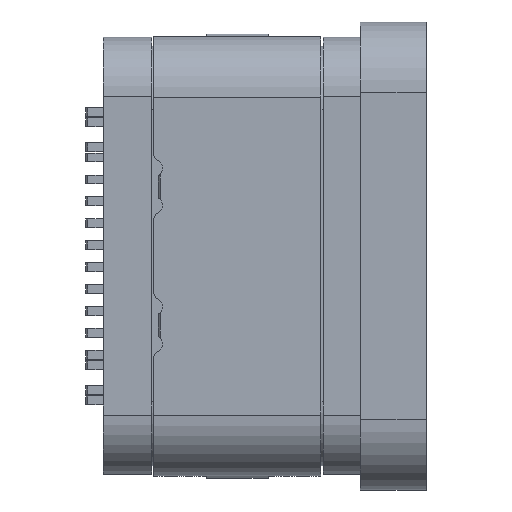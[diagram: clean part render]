
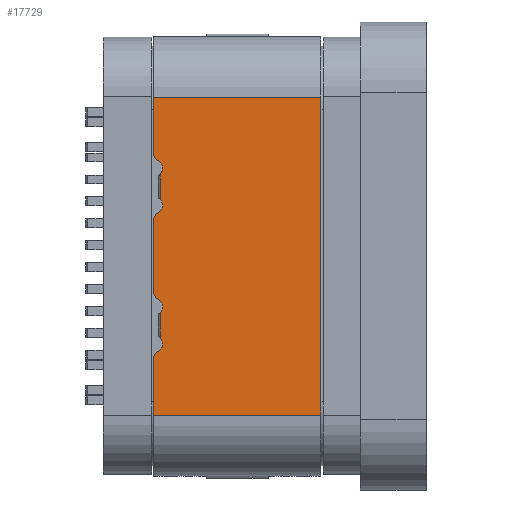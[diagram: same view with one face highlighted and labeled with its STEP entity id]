
A CAD part, top view. The second image highlights one B-rep face of the part: STEP entity #17729.
In plain terms, the highlighted planar face has unit normal (0, 0, 1).
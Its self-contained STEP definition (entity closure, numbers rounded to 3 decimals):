
#4267=DIRECTION('',(0.,-1.,0.));
#4268=VECTOR('',#4267,1.299);
#4269=CARTESIAN_POINT('',(-2.342,-225.321,
2.155));
#4270=LINE('',#4269,#4268);
#4279=DIRECTION('',(0.,-1.,0.));
#4280=VECTOR('',#4279,1.675);
#4281=CARTESIAN_POINT('',(-2.342,-222.168,
2.155));
#4282=LINE('',#4281,#4280);
#4291=DIRECTION('',(0.,-1.,0.));
#4292=VECTOR('',#4291,1.299);
#4293=CARTESIAN_POINT('',(-2.342,-219.39,
2.155));
#4294=LINE('',#4293,#4292);
#4471=DIRECTION('',(0.,-1.,0.));
#4472=VECTOR('',#4471,0.582);
#4473=CARTESIAN_POINT('',(-2.192,-224.291,
2.155));
#4474=LINE('',#4473,#4472);
#4475=CARTESIAN_POINT('',(-2.342,-224.159,
2.155));
#4476=DIRECTION('',(0.,0.,1.));
#4477=DIRECTION('',(0.75,-0.662,0.));
#4478=AXIS2_PLACEMENT_3D('',#4475,#4476,#4477);
#4480=CARTESIAN_POINT('',(-2.192,-223.842,
2.155));
#4481=DIRECTION('',(0.,0.,1.));
#4482=DIRECTION('',(-1.,0.,0.));
#4483=AXIS2_PLACEMENT_3D('',#4480,#4481,#4482);
#4485=CARTESIAN_POINT('',(-2.192,-222.168,
2.155));
#4486=DIRECTION('',(0.,0.,1.));
#4487=DIRECTION('',(-0.429,0.904,0.));
#4488=AXIS2_PLACEMENT_3D('',#4485,#4486,#4487);
#4490=CARTESIAN_POINT('',(-2.342,-221.851,
2.155));
#4491=DIRECTION('',(0.,0.,1.));
#4492=DIRECTION('',(0.429,-0.904,0.));
#4493=AXIS2_PLACEMENT_3D('',#4490,#4491,#4492);
#4495=DIRECTION('',(0.,-1.,0.));
#4496=VECTOR('',#4495,0.582);
#4497=CARTESIAN_POINT('',(-2.192,-221.137,
2.155));
#4498=LINE('',#4497,#4496);
#4499=CARTESIAN_POINT('',(-2.342,-221.005,
2.155));
#4500=DIRECTION('',(0.,0.,1.));
#4501=DIRECTION('',(0.75,-0.662,0.));
#4502=AXIS2_PLACEMENT_3D('',#4499,#4500,#4501);
#4504=CARTESIAN_POINT('',(-2.192,-220.689,
2.155));
#4505=DIRECTION('',(0.,0.,1.));
#4506=DIRECTION('',(-1.,0.,0.));
#4507=AXIS2_PLACEMENT_3D('',#4504,#4505,#4506);
#4509=DIRECTION('',(1.,0.,0.));
#4510=VECTOR('',#4509,3.8);
#4511=CARTESIAN_POINT('',(-2.342,-219.39,
2.155));
#4512=LINE('',#4511,#4510);
#4513=CARTESIAN_POINT('',(-2.192,-225.321,
2.155));
#4514=DIRECTION('',(0.,0.,1.));
#4515=DIRECTION('',(-0.429,0.904,0.));
#4516=AXIS2_PLACEMENT_3D('',#4513,#4514,#4515);
#4518=CARTESIAN_POINT('',(-2.342,-225.005,
2.155));
#4519=DIRECTION('',(0.,0.,1.));
#4520=DIRECTION('',(0.429,-0.904,0.));
#4521=AXIS2_PLACEMENT_3D('',#4518,#4519,#4520);
#4528=CARTESIAN_POINT('',(-2.192,-224.873,
2.155));
#4540=CARTESIAN_POINT('',(-2.192,-224.291,
2.155));
#4580=CARTESIAN_POINT('',(-2.192,-221.719,
2.155));
#4592=CARTESIAN_POINT('',(-2.192,-221.137,
2.155));
#4955=DIRECTION('',(0.,-1.,0.));
#4956=VECTOR('',#4955,7.23);
#4957=CARTESIAN_POINT('',(1.458,-219.39,2.155));
#4958=LINE('',#4957,#4956);
#4981=DIRECTION('',(1.,0.,0.));
#4982=VECTOR('',#4981,3.8);
#4983=CARTESIAN_POINT('',(-2.342,-226.62,
2.155));
#4984=LINE('',#4983,#4982);
#9345=CARTESIAN_POINT('',(-2.342,-219.39,
2.155));
#9347=VERTEX_POINT('',#9345);
#9348=CARTESIAN_POINT('',(-2.342,-226.62,
2.155));
#9350=VERTEX_POINT('',#9348);
#9353=CARTESIAN_POINT('',(1.458,-219.39,2.155));
#9355=VERTEX_POINT('',#9353);
#9356=CARTESIAN_POINT('',(1.458,-226.62,2.155));
#9357=VERTEX_POINT('',#9356);
#9552=CARTESIAN_POINT('',(-2.256,-225.186,
2.155));
#9553=CARTESIAN_POINT('',(-2.342,-225.321,
2.155));
#9554=VERTEX_POINT('',#9552);
#9555=VERTEX_POINT('',#9553);
#9556=CARTESIAN_POINT('',(-2.342,-223.842,
2.155));
#9557=CARTESIAN_POINT('',(-2.256,-223.978,
2.155));
#9558=VERTEX_POINT('',#9556);
#9559=VERTEX_POINT('',#9557);
#9560=CARTESIAN_POINT('',(-2.342,-220.689,
2.155));
#9561=CARTESIAN_POINT('',(-2.256,-220.824,
2.155));
#9562=VERTEX_POINT('',#9560);
#9563=VERTEX_POINT('',#9561);
#9564=CARTESIAN_POINT('',(-2.256,-222.032,
2.155));
#9565=CARTESIAN_POINT('',(-2.342,-222.168,
2.155));
#9566=VERTEX_POINT('',#9564);
#9567=VERTEX_POINT('',#9565);
#9568=VERTEX_POINT('',#4528);
#9572=VERTEX_POINT('',#4540);
#9577=VERTEX_POINT('',#4580);
#9581=VERTEX_POINT('',#4592);
#17694=CARTESIAN_POINT('',(-2.342,-219.39,
2.155));
#17695=DIRECTION('',(0.,0.,1.));
#17696=DIRECTION('',(0.,-1.,0.));
#17697=AXIS2_PLACEMENT_3D('',#17694,#17695,#17696);
#17698=PLANE('',#17697);
#17700=ORIENTED_EDGE('',*,*,#17699,.F.);
#17702=ORIENTED_EDGE('',*,*,#17701,.T.);
#17704=ORIENTED_EDGE('',*,*,#17703,.F.);
#17705=ORIENTED_EDGE('',*,*,#17315,.F.);
#17707=ORIENTED_EDGE('',*,*,#17706,.F.);
#17709=ORIENTED_EDGE('',*,*,#17708,.T.);
#17711=ORIENTED_EDGE('',*,*,#17710,.F.);
#17713=ORIENTED_EDGE('',*,*,#17712,.T.);
#17714=ORIENTED_EDGE('',*,*,#17680,.F.);
#17715=ORIENTED_EDGE('',*,*,#17339,.F.);
#17717=ORIENTED_EDGE('',*,*,#17716,.T.);
#17719=ORIENTED_EDGE('',*,*,#17718,.T.);
#17721=ORIENTED_EDGE('',*,*,#17720,.F.);
#17722=ORIENTED_EDGE('',*,*,#17291,.F.);
#17724=ORIENTED_EDGE('',*,*,#17723,.F.);
#17726=ORIENTED_EDGE('',*,*,#17725,.T.);
#17727=EDGE_LOOP('',(#17700,#17702,#17704,#17705,#17707,#17709,#17711,#17713,
#17714,#17715,#17717,#17719,#17721,#17722,#17724,#17726));
#17728=FACE_OUTER_BOUND('',#17727,.F.);
#4479=CIRCLE('',#4478,0.2);
#4484=CIRCLE('',#4483,0.15);
#4489=CIRCLE('',#4488,0.15);
#4494=CIRCLE('',#4493,0.2);
#4503=CIRCLE('',#4502,0.2);
#4508=CIRCLE('',#4507,0.15);
#4517=CIRCLE('',#4516,0.15);
#4522=CIRCLE('',#4521,0.2);
#17291=EDGE_CURVE('',#9555,#9350,#4270,.T.);
#17315=EDGE_CURVE('',#9567,#9558,#4282,.T.);
#17339=EDGE_CURVE('',#9347,#9562,#4294,.T.);
#17680=EDGE_CURVE('',#9562,#9563,#4508,.T.);
#17699=EDGE_CURVE('',#9572,#9568,#4474,.T.);
#17701=EDGE_CURVE('',#9572,#9559,#4479,.T.);
#17703=EDGE_CURVE('',#9558,#9559,#4484,.T.);
#17706=EDGE_CURVE('',#9566,#9567,#4489,.T.);
#17708=EDGE_CURVE('',#9566,#9577,#4494,.T.);
#17710=EDGE_CURVE('',#9581,#9577,#4498,.T.);
#17712=EDGE_CURVE('',#9581,#9563,#4503,.T.);
#17716=EDGE_CURVE('',#9347,#9355,#4512,.T.);
#17718=EDGE_CURVE('',#9355,#9357,#4958,.T.);
#17720=EDGE_CURVE('',#9350,#9357,#4984,.T.);
#17723=EDGE_CURVE('',#9554,#9555,#4517,.T.);
#17725=EDGE_CURVE('',#9554,#9568,#4522,.T.);
#17729=ADVANCED_FACE('',(#17728),#17698,.T.);
